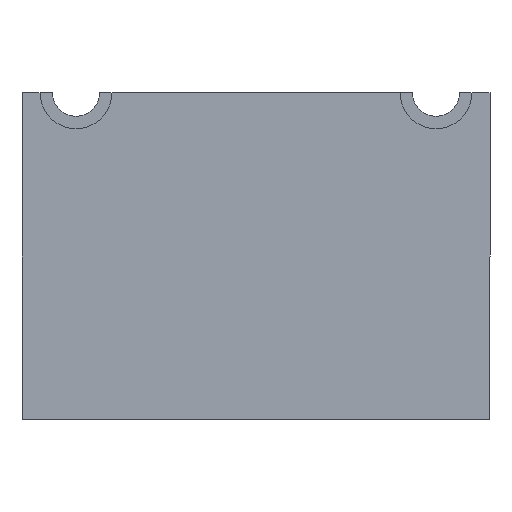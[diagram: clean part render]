
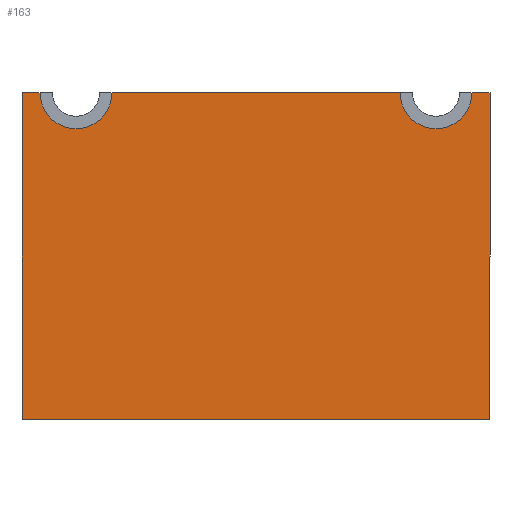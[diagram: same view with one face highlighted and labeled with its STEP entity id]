
A CAD part, front view. The second image highlights one B-rep face of the part: STEP entity #163.
In plain terms, the highlighted planar face has unit normal (0, -1, 0).
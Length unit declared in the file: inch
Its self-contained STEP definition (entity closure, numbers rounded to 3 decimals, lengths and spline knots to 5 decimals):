
#8 = CARTESIAN_POINT ( 'NONE',  ( 0., 0., 0. ) ) ;
#16 = DIRECTION ( 'NONE',  ( 0., 0., 1. ) ) ;
#29 = DIRECTION ( 'NONE',  ( 0., 0., 1. ) ) ;
#35 = VERTEX_POINT ( 'NONE', #497 ) ;
#50 = DIRECTION ( 'NONE',  ( 0., 0., 1. ) ) ;
#61 = VECTOR ( 'NONE', #118, 39.37008 ) ;
#66 = ORIENTED_EDGE ( 'NONE', *, *, #645, .T. ) ;
#69 = DIRECTION ( 'NONE',  ( 0., 0., 1. ) ) ;
#70 = CIRCLE ( 'NONE', #148, 0.04 ) ;
#79 = PLANE ( 'NONE',  #865 ) ;
#86 = VERTEX_POINT ( 'NONE', #424 ) ;
#91 = EDGE_CURVE ( 'NONE', #131, #35, #641, .T. ) ;
#95 = VECTOR ( 'NONE', #832, 39.37008 ) ;
#106 = LINE ( 'NONE', #723, #724 ) ;
#118 = DIRECTION ( 'NONE',  ( 1., 0., 0. ) ) ;
#122 = ORIENTED_EDGE ( 'NONE', *, *, #278, .T. ) ;
#131 = VERTEX_POINT ( 'NONE', #636 ) ;
#148 = AXIS2_PLACEMENT_3D ( 'NONE', #638, #498, #69 ) ;
#161 = DIRECTION ( 'NONE',  ( 0., 0., -1. ) ) ;
#163 = ADVANCED_FACE ( 'NONE', ( #594 ), #79, .F. ) ;
#172 = DIRECTION ( 'NONE',  ( 1., 0., 0. ) ) ;
#191 = CARTESIAN_POINT ( 'NONE',  ( -0.16, 0., 0.02 ) ) ;
#200 = CARTESIAN_POINT ( 'NONE',  ( 0.16, 0., 0.02 ) ) ;
#202 = ORIENTED_EDGE ( 'NONE', *, *, #743, .F. ) ;
#213 = VERTEX_POINT ( 'NONE', #245 ) ;
#230 = EDGE_CURVE ( 'NONE', #567, #213, #483, .T. ) ;
#239 = CARTESIAN_POINT ( 'NONE',  ( -0.2, 0., 0.02 ) ) ;
#242 = LINE ( 'NONE', #771, #95 ) ;
#245 = CARTESIAN_POINT ( 'NONE',  ( -0.2, 0., -0.02 ) ) ;
#247 = CARTESIAN_POINT ( 'NONE',  ( 0.2, 0., 0.02 ) ) ;
#262 = CARTESIAN_POINT ( 'NONE',  ( -0.24, 0., 0.02 ) ) ;
#278 = EDGE_CURVE ( 'NONE', #213, #417, #467, .T. ) ;
#313 = DIRECTION ( 'NONE',  ( 0., 1., 0. ) ) ;
#314 = LINE ( 'NONE', #340, #345 ) ;
#323 = DIRECTION ( 'NONE',  ( 0., 0., 1. ) ) ;
#326 = LINE ( 'NONE', #540, #61 ) ;
#340 = CARTESIAN_POINT ( 'NONE',  ( 0., 0., 0.02 ) ) ;
#345 = VECTOR ( 'NONE', #751, 39.37008 ) ;
#367 = CIRCLE ( 'NONE', #860, 0.04 ) ;
#388 = CARTESIAN_POINT ( 'NONE',  ( -0.2, 0., 0.02 ) ) ;
#390 = ORIENTED_EDGE ( 'NONE', *, *, #632, .T. ) ;
#398 = ORIENTED_EDGE ( 'NONE', *, *, #91, .F. ) ;
#402 = CARTESIAN_POINT ( 'NONE',  ( -0.26, 0., 0.02 ) ) ;
#417 = VERTEX_POINT ( 'NONE', #262 ) ;
#424 = CARTESIAN_POINT ( 'NONE',  ( 0.24, 0., 0.02 ) ) ;
#448 = VECTOR ( 'NONE', #161, 39.37008 ) ;
#450 = VERTEX_POINT ( 'NONE', #402 ) ;
#467 = CIRCLE ( 'NONE', #583, 0.04 ) ;
#483 = CIRCLE ( 'NONE', #720, 0.04 ) ;
#497 = CARTESIAN_POINT ( 'NONE',  ( 0.26, 0., -0.343 ) ) ;
#498 = DIRECTION ( 'NONE',  ( 0., 1., 0. ) ) ;
#501 = CARTESIAN_POINT ( 'NONE',  ( 0.26, 0., 0. ) ) ;
#503 = EDGE_CURVE ( 'NONE', #567, #773, #314, .T. ) ;
#530 = ORIENTED_EDGE ( 'NONE', *, *, #230, .T. ) ;
#540 = CARTESIAN_POINT ( 'NONE',  ( 0., 0., 0.02 ) ) ;
#541 = VERTEX_POINT ( 'NONE', #685 ) ;
#551 = ORIENTED_EDGE ( 'NONE', *, *, #847, .F. ) ;
#567 = VERTEX_POINT ( 'NONE', #191 ) ;
#579 = DIRECTION ( 'NONE',  ( 0., 1., 0. ) ) ;
#583 = AXIS2_PLACEMENT_3D ( 'NONE', #239, #313, #29 ) ;
#594 = FACE_OUTER_BOUND ( 'NONE', #870, .T. ) ;
#607 = ORIENTED_EDGE ( 'NONE', *, *, #872, .T. ) ;
#621 = CARTESIAN_POINT ( 'NONE',  ( 0.2, 0., -0.02 ) ) ;
#632 = EDGE_CURVE ( 'NONE', #798, #773, #367, .T. ) ;
#636 = CARTESIAN_POINT ( 'NONE',  ( 0.26, 0., 0.02 ) ) ;
#638 = CARTESIAN_POINT ( 'NONE',  ( 0.2, 0., 0.02 ) ) ;
#639 = VECTOR ( 'NONE', #883, 39.37008 ) ;
#641 = LINE ( 'NONE', #501, #448 ) ;
#645 = EDGE_CURVE ( 'NONE', #541, #35, #106, .T. ) ;
#685 = CARTESIAN_POINT ( 'NONE',  ( -0.26, 0., -0.343 ) ) ;
#711 = DIRECTION ( 'NONE',  ( 0., 1., 0. ) ) ;
#720 = AXIS2_PLACEMENT_3D ( 'NONE', #388, #711, #323 ) ;
#723 = CARTESIAN_POINT ( 'NONE',  ( 0., 0., -0.343 ) ) ;
#724 = VECTOR ( 'NONE', #172, 39.37008 ) ;
#743 = EDGE_CURVE ( 'NONE', #450, #417, #811, .T. ) ;
#751 = DIRECTION ( 'NONE',  ( 1., 0., 0. ) ) ;
#771 = CARTESIAN_POINT ( 'NONE',  ( -0.26, 0., 0. ) ) ;
#773 = VERTEX_POINT ( 'NONE', #200 ) ;
#790 = DIRECTION ( 'NONE',  ( 0., 1., 0. ) ) ;
#796 = CARTESIAN_POINT ( 'NONE',  ( 0., 0., 0.02 ) ) ;
#798 = VERTEX_POINT ( 'NONE', #621 ) ;
#811 = LINE ( 'NONE', #796, #639 ) ;
#825 = ORIENTED_EDGE ( 'NONE', *, *, #503, .F. ) ;
#832 = DIRECTION ( 'NONE',  ( 0., 0., -1. ) ) ;
#837 = ORIENTED_EDGE ( 'NONE', *, *, #851, .T. ) ;
#847 = EDGE_CURVE ( 'NONE', #86, #131, #326, .T. ) ;
#851 = EDGE_CURVE ( 'NONE', #450, #541, #242, .T. ) ;
#860 = AXIS2_PLACEMENT_3D ( 'NONE', #247, #790, #50 ) ;
#865 = AXIS2_PLACEMENT_3D ( 'NONE', #8, #579, #16 ) ;
#870 = EDGE_LOOP ( 'NONE', ( #607, #390, #825, #530, #122, #202, #837, #66, #398, #551 ) ) ;
#872 = EDGE_CURVE ( 'NONE', #86, #798, #70, .T. ) ;
#883 = DIRECTION ( 'NONE',  ( 1., 0., 0. ) ) ;
